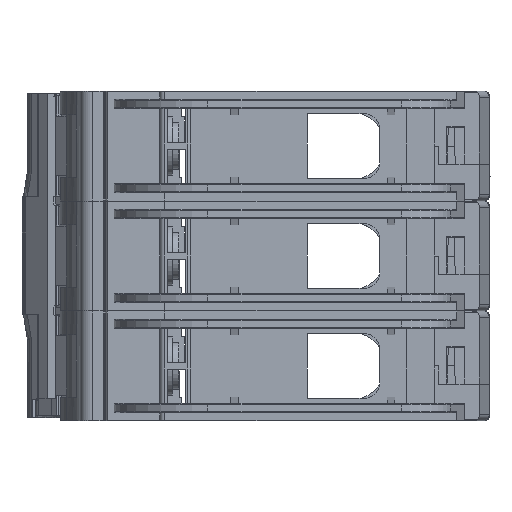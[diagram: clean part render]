
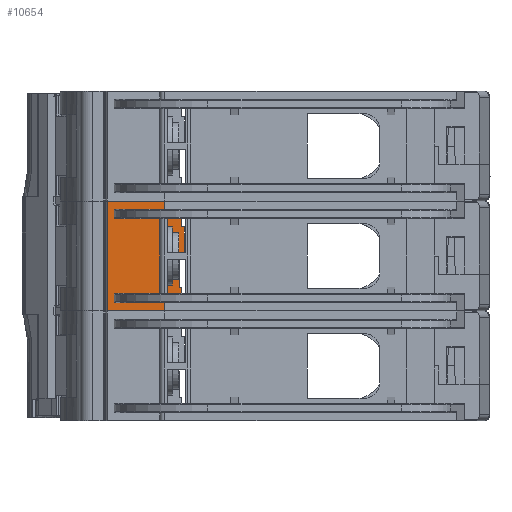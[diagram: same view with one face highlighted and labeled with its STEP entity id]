
A CAD part, left-side view. The second image highlights one B-rep face of the part: STEP entity #10654.
In plain terms, the highlighted planar face has unit normal (-1, 0, 0).
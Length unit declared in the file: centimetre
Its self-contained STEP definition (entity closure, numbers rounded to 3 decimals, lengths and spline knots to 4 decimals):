
#36 = VECTOR ( 'NONE', #63261, 100. ) ;
#72 = VECTOR ( 'NONE', #63399, 100. ) ;
#73 = VECTOR ( 'NONE', #63404, 100. ) ;
#168 = VECTOR ( 'NONE', #63870, 100. ) ;
#180 = VECTOR ( 'NONE', #64098, 100. ) ;
#335 = VECTOR ( 'NONE', #37285, 100. ) ;
#515 = VECTOR ( 'NONE', #37978, 100. ) ;
#577 = VECTOR ( 'NONE', #75747, 100. ) ;
#4392 = VERTEX_POINT ( 'NONE', #16048 ) ;
#4700 = VERTEX_POINT ( 'NONE', #15653 ) ;
#4931 = VERTEX_POINT ( 'NONE', #15744 ) ;
#4946 = VERTEX_POINT ( 'NONE', #16149 ) ;
#5021 = VERTEX_POINT ( 'NONE', #15955 ) ;
#5150 = VERTEX_POINT ( 'NONE', #15846 ) ;
#5274 = VERTEX_POINT ( 'NONE', #16166 ) ;
#5385 = VERTEX_POINT ( 'NONE', #15600 ) ;
#5389 = VERTEX_POINT ( 'NONE', #15881 ) ;
#5533 = VERTEX_POINT ( 'NONE', #16002 ) ;
#10654 = ADVANCED_FACE ( 'NONE', ( #65715 ), #39786, .T. ) ;
#12435 = EDGE_LOOP ( 'NONE', ( #21978, #22135, #22063, #22062, #21740, #22140, #22521, #22168, #22056, #22164, #22234 ) ) ;
#15600 = CARTESIAN_POINT ( 'NONE',  ( -2.2465, 6.1209, 0. ) ) ;
#15653 = CARTESIAN_POINT ( 'NONE',  ( -2.2465, 4.9705, -0.88 ) ) ;
#15744 = CARTESIAN_POINT ( 'NONE',  ( -2.2465, 4.9414, 0. ) ) ;
#15846 = CARTESIAN_POINT ( 'NONE',  ( -2.2465, 4.8897, -0.4143 ) ) ;
#15881 = CARTESIAN_POINT ( 'NONE',  ( -2.2465, 4.9414, -0.4143 ) ) ;
#15955 = CARTESIAN_POINT ( 'NONE',  ( -2.2465, 4.8897, -0.74 ) ) ;
#16002 = CARTESIAN_POINT ( 'NONE',  ( -2.2465, 6.1209, -1.76 ) ) ;
#16048 = CARTESIAN_POINT ( 'NONE',  ( -2.2465, 4.9705, -1.38 ) ) ;
#16149 = CARTESIAN_POINT ( 'NONE',  ( -2.2465, 4.9305, -1.38 ) ) ;
#16166 = CARTESIAN_POINT ( 'NONE',  ( -2.2465, 4.892, -0.88 ) ) ;
#21010 = LINE ( 'NONE', #63260, #36 ) ;
#21031 = LINE ( 'NONE', #63397, #72 ) ;
#21032 = LINE ( 'NONE', #63402, #73 ) ;
#21093 = LINE ( 'NONE', #63869, #168 ) ;
#21102 = LINE ( 'NONE', #64096, #180 ) ;
#21177 = LINE ( 'NONE', #37284, #335 ) ;
#21292 = LINE ( 'NONE', #37977, #515 ) ;
#21328 = LINE ( 'NONE', #75746, #577 ) ;
#21389 = LINE ( 'NONE', #76094, #36546 ) ;
#21493 = LINE ( 'NONE', #76601, #36651 ) ;
#21535 = LINE ( 'NONE', #76857, #36686 ) ;
#21740 = ORIENTED_EDGE ( 'NONE', *, *, #69486, .F. ) ;
#21978 = ORIENTED_EDGE ( 'NONE', *, *, #68508, .T. ) ;
#22056 = ORIENTED_EDGE ( 'NONE', *, *, #68509, .T. ) ;
#22062 = ORIENTED_EDGE ( 'NONE', *, *, #69015, .T. ) ;
#22063 = ORIENTED_EDGE ( 'NONE', *, *, #68671, .T. ) ;
#22135 = ORIENTED_EDGE ( 'NONE', *, *, #69593, .T. ) ;
#22140 = ORIENTED_EDGE ( 'NONE', *, *, #68713, .T. ) ;
#22164 = ORIENTED_EDGE ( 'NONE', *, *, #69378, .F. ) ;
#22168 = ORIENTED_EDGE ( 'NONE', *, *, #69289, .F. ) ;
#22234 = ORIENTED_EDGE ( 'NONE', *, *, #68459, .T. ) ;
#22521 = ORIENTED_EDGE ( 'NONE', *, *, #69623, .F. ) ;
#36546 = VECTOR ( 'NONE', #76095, 100. ) ;
#36651 = VECTOR ( 'NONE', #76602, 100. ) ;
#36686 = VECTOR ( 'NONE', #76859, 100. ) ;
#37284 = CARTESIAN_POINT ( 'NONE',  ( -2.2465, 4.9305, -0.89 ) ) ;
#37285 = DIRECTION ( 'NONE',  ( 0., 0., 1. ) ) ;
#37977 = CARTESIAN_POINT ( 'NONE',  ( -2.2465, 4.8897, -0.74 ) ) ;
#37978 = DIRECTION ( 'NONE',  ( 0., 0.016, -1. ) ) ;
#39778 = CARTESIAN_POINT ( 'NONE',  ( -2.2465, 7.4839, -0.89 ) ) ;
#39786 = PLANE ( 'NONE',  #86137 ) ;
#39791 = DIRECTION ( 'NONE',  ( 0., 0., 1. ) ) ;
#39855 = DIRECTION ( 'NONE',  ( -1., 0., 0. ) ) ;
#45175 = CARTESIAN_POINT ( 'NONE',  ( -2.2465, 4.9305, -1.76 ) ) ;
#63260 = CARTESIAN_POINT ( 'NONE',  ( -2.2465, 4.9414, -0.89 ) ) ;
#63261 = DIRECTION ( 'NONE',  ( 0., 0., 1. ) ) ;
#63397 = CARTESIAN_POINT ( 'NONE',  ( -2.2465, 7.4839, 0. ) ) ;
#63399 = DIRECTION ( 'NONE',  ( 0., 1., 0. ) ) ;
#63402 = CARTESIAN_POINT ( 'NONE',  ( -2.2465, 4.8897, -0.89 ) ) ;
#63404 = DIRECTION ( 'NONE',  ( 0., 0., 1. ) ) ;
#63869 = CARTESIAN_POINT ( 'NONE',  ( -2.2465, 7.4839, -1.76 ) ) ;
#63870 = DIRECTION ( 'NONE',  ( 0., -1., 0. ) ) ;
#64096 = CARTESIAN_POINT ( 'NONE',  ( -2.2465, 4.9705, -0.89 ) ) ;
#64098 = DIRECTION ( 'NONE',  ( 0., 0., 1. ) ) ;
#65715 = FACE_OUTER_BOUND ( 'NONE', #12435, .T. ) ;
#68459 = EDGE_CURVE ( 'NONE', #5389, #4931, #21010, .T. ) ;
#68508 = EDGE_CURVE ( 'NONE', #4931, #5385, #21031, .T. ) ;
#68509 = EDGE_CURVE ( 'NONE', #5021, #5150, #21032, .T. ) ;
#68671 = EDGE_CURVE ( 'NONE', #5533, #108386, #21093, .T. ) ;
#68713 = EDGE_CURVE ( 'NONE', #4392, #4700, #21102, .T. ) ;
#69015 = EDGE_CURVE ( 'NONE', #108386, #4946, #21177, .T. ) ;
#69289 = EDGE_CURVE ( 'NONE', #5021, #5274, #21292, .T. ) ;
#69378 = EDGE_CURVE ( 'NONE', #5389, #5150, #21328, .T. ) ;
#69486 = EDGE_CURVE ( 'NONE', #4392, #4946, #21389, .T. ) ;
#69593 = EDGE_CURVE ( 'NONE', #5385, #5533, #21493, .T. ) ;
#69623 = EDGE_CURVE ( 'NONE', #5274, #4700, #21535, .T. ) ;
#75746 = CARTESIAN_POINT ( 'NONE',  ( -2.2465, 2.4839, -0.4143 ) ) ;
#75747 = DIRECTION ( 'NONE',  ( 0., -1., 0. ) ) ;
#76094 = CARTESIAN_POINT ( 'NONE',  ( -2.2465, 2.4839, -1.38 ) ) ;
#76095 = DIRECTION ( 'NONE',  ( 0., -1., 0. ) ) ;
#76601 = CARTESIAN_POINT ( 'NONE',  ( -2.2465, 6.1209, -0.89 ) ) ;
#76602 = DIRECTION ( 'NONE',  ( 0., 0., -1. ) ) ;
#76857 = CARTESIAN_POINT ( 'NONE',  ( -2.2465, 2.2803, -0.88 ) ) ;
#76859 = DIRECTION ( 'NONE',  ( 0., 1., 0. ) ) ;
#86137 = AXIS2_PLACEMENT_3D ( 'NONE', #39778, #39855, #39791 ) ;
#108386 = VERTEX_POINT ( 'NONE', #45175 ) ;
